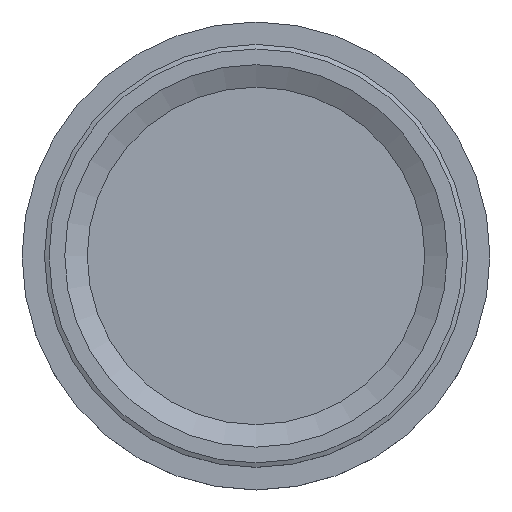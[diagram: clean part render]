
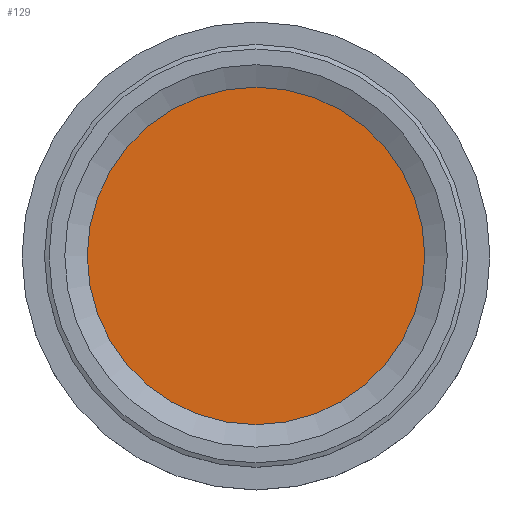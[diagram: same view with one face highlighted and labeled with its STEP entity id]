
A CAD part, top view. The second image highlights one B-rep face of the part: STEP entity #129.
In plain terms, the highlighted planar face has unit normal (0, 0, 1).
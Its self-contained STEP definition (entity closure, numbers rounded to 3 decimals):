
#23=PLANE('',#159);
#34=FACE_OUTER_BOUND('',#45,.T.);
#45=EDGE_LOOP('',(#109));
#67=CIRCLE('',#158,7.5);
#76=VERTEX_POINT('',#235);
#88=EDGE_CURVE('',#76,#76,#67,.T.);
#109=ORIENTED_EDGE('',*,*,#88,.F.);
#129=ADVANCED_FACE('',(#34),#23,.T.);
#158=AXIS2_PLACEMENT_3D('',#237,#193,#194);
#159=AXIS2_PLACEMENT_3D('',#238,#195,#196);
#193=DIRECTION('center_axis',(0.,0.,-1.));
#194=DIRECTION('ref_axis',(1.,0.,0.));
#195=DIRECTION('center_axis',(0.,0.,1.));
#196=DIRECTION('ref_axis',(1.,0.,0.));
#235=CARTESIAN_POINT('',(-7.5,0.,5.65));
#237=CARTESIAN_POINT('Origin',(0.,0.,5.65));
#238=CARTESIAN_POINT('Origin',(0.,0.,5.65));
